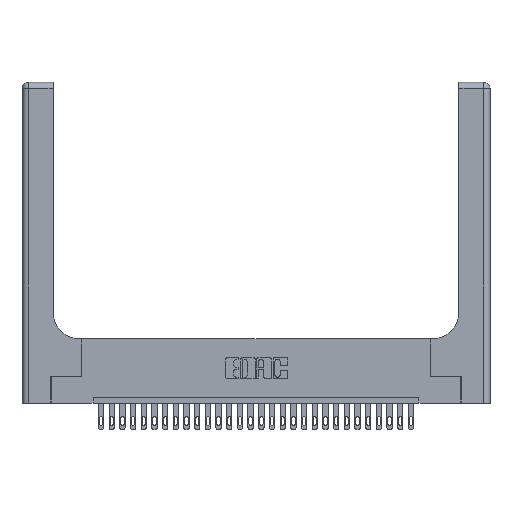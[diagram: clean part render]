
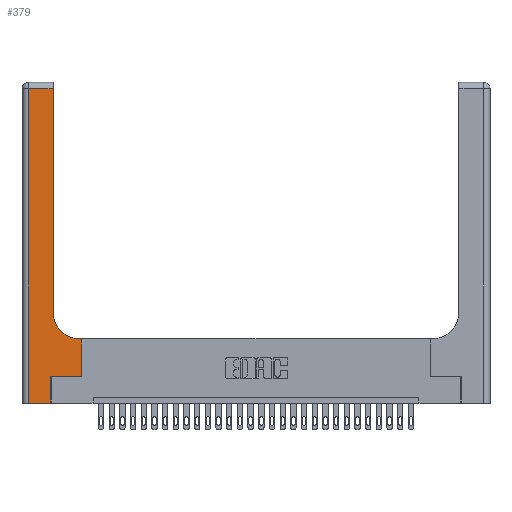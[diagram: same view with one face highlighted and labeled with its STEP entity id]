
A CAD part, top view. The second image highlights one B-rep face of the part: STEP entity #379.
In plain terms, the highlighted planar face has unit normal (0, 0, 1).
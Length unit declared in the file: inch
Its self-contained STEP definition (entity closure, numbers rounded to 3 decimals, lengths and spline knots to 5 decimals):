
#379 = ADVANCED_FACE ( 'NONE', ( #4884 ), #6368, .F. ) ;
#819 = VECTOR ( 'NONE', #23311, 39.37008 ) ;
#1112 = VECTOR ( 'NONE', #15450, 39.37008 ) ;
#2632 = EDGE_CURVE ( 'NONE', #5486, #11589, #24305, .T. ) ;
#2808 = DIRECTION ( 'NONE',  ( 0., 1., 0. ) ) ;
#3344 = EDGE_CURVE ( 'NONE', #23221, #5486, #14992, .T. ) ;
#4249 = ORIENTED_EDGE ( 'NONE', *, *, #15519, .T. ) ;
#4403 = CARTESIAN_POINT ( 'NONE',  ( 0., 3., 0.37 ) ) ;
#4884 = FACE_OUTER_BOUND ( 'NONE', #20028, .T. ) ;
#5486 = VERTEX_POINT ( 'NONE', #6044 ) ;
#5579 = VECTOR ( 'NONE', #2808, 39.37008 ) ;
#6044 = CARTESIAN_POINT ( 'NONE',  ( 0.269, 0., 0.37 ) ) ;
#6171 = ORIENTED_EDGE ( 'NONE', *, *, #10163, .T. ) ;
#6368 = PLANE ( 'NONE',  #14299 ) ;
#6406 = ORIENTED_EDGE ( 'NONE', *, *, #13758, .T. ) ;
#7092 = LINE ( 'NONE', #19842, #1112 ) ;
#7395 = CARTESIAN_POINT ( 'NONE',  ( 0.5415, 0.6, 0.37 ) ) ;
#7447 = CARTESIAN_POINT ( 'NONE',  ( 0.269, 0.25, 0.37 ) ) ;
#7461 = CARTESIAN_POINT ( 'NONE',  ( 0.5585, 0.25, 0.37 ) ) ;
#8278 = CARTESIAN_POINT ( 'NONE',  ( 0., 0., 0.37 ) ) ;
#8797 = CARTESIAN_POINT ( 'NONE',  ( 0.5585, 0.6, 0.37 ) ) ;
#8864 = VERTEX_POINT ( 'NONE', #27448 ) ;
#9086 = LINE ( 'NONE', #21285, #13662 ) ;
#9155 = ORIENTED_EDGE ( 'NONE', *, *, #12153, .T. ) ;
#9266 = EDGE_CURVE ( 'NONE', #17360, #13004, #26510, .T. ) ;
#9816 = LINE ( 'NONE', #23870, #19787 ) ;
#10163 = EDGE_CURVE ( 'NONE', #16709, #14757, #9086, .T. ) ;
#10898 = DIRECTION ( 'NONE',  ( 0., 0., -1. ) ) ;
#11367 = ORIENTED_EDGE ( 'NONE', *, *, #2632, .T. ) ;
#11589 = VERTEX_POINT ( 'NONE', #15612 ) ;
#12153 = EDGE_CURVE ( 'NONE', #19534, #16709, #22543, .T. ) ;
#12639 = DIRECTION ( 'NONE',  ( -1., 0., 0. ) ) ;
#13004 = VERTEX_POINT ( 'NONE', #13064 ) ;
#13064 = CARTESIAN_POINT ( 'NONE',  ( 0.2915, 2.94, 0.37 ) ) ;
#13116 = DIRECTION ( 'NONE',  ( 0., 1., 0. ) ) ;
#13460 = CIRCLE ( 'NONE', #28977, 0.25 ) ;
#13562 = VECTOR ( 'NONE', #26423, 39.37008 ) ;
#13662 = VECTOR ( 'NONE', #21158, 39.37008 ) ;
#13758 = EDGE_CURVE ( 'NONE', #11589, #19534, #21372, .T. ) ;
#14299 = AXIS2_PLACEMENT_3D ( 'NONE', #4403, #19941, #18725 ) ;
#14757 = VERTEX_POINT ( 'NONE', #7395 ) ;
#14992 = LINE ( 'NONE', #8278, #13562 ) ;
#15165 = CARTESIAN_POINT ( 'NONE',  ( 0.5585, 0.25, 0.37 ) ) ;
#15418 = VECTOR ( 'NONE', #13116, 39.37008 ) ;
#15450 = DIRECTION ( 'NONE',  ( 0., -1., 0. ) ) ;
#15519 = EDGE_CURVE ( 'NONE', #14757, #17360, #13460, .T. ) ;
#15612 = CARTESIAN_POINT ( 'NONE',  ( 0.269, 0.25, 0.37 ) ) ;
#16363 = CARTESIAN_POINT ( 'NONE',  ( 0.2915, 3., 0.37 ) ) ;
#16709 = VERTEX_POINT ( 'NONE', #8797 ) ;
#17360 = VERTEX_POINT ( 'NONE', #26577 ) ;
#17847 = DIRECTION ( 'NONE',  ( 1., 0., 0. ) ) ;
#17923 = ORIENTED_EDGE ( 'NONE', *, *, #28641, .T. ) ;
#18725 = DIRECTION ( 'NONE',  ( -1., 0., 0. ) ) ;
#19534 = VERTEX_POINT ( 'NONE', #15165 ) ;
#19787 = VECTOR ( 'NONE', #12639, 39.37008 ) ;
#19842 = CARTESIAN_POINT ( 'NONE',  ( 0.06, 3., 0.37 ) ) ;
#19852 = CARTESIAN_POINT ( 'NONE',  ( 0.5415, 0.85, 0.37 ) ) ;
#19941 = DIRECTION ( 'NONE',  ( 0., 0., -1. ) ) ;
#20028 = EDGE_LOOP ( 'NONE', ( #20224, #27799, #17923, #23400, #11367, #6406, #9155, #6171, #4249 ) ) ;
#20029 = VECTOR ( 'NONE', #27701, 39.37008 ) ;
#20224 = ORIENTED_EDGE ( 'NONE', *, *, #9266, .T. ) ;
#20477 = EDGE_CURVE ( 'NONE', #13004, #8864, #9816, .T. ) ;
#21158 = DIRECTION ( 'NONE',  ( -1., 0., 0. ) ) ;
#21285 = CARTESIAN_POINT ( 'NONE',  ( 0.2915, 0.6, 0.37 ) ) ;
#21372 = LINE ( 'NONE', #7447, #819 ) ;
#22543 = LINE ( 'NONE', #7461, #15418 ) ;
#23221 = VERTEX_POINT ( 'NONE', #25063 ) ;
#23311 = DIRECTION ( 'NONE',  ( 1., 0., 0. ) ) ;
#23400 = ORIENTED_EDGE ( 'NONE', *, *, #3344, .T. ) ;
#23478 = CARTESIAN_POINT ( 'NONE',  ( 0.269, 0., 0.37 ) ) ;
#23870 = CARTESIAN_POINT ( 'NONE',  ( 0., 2.94, 0.37 ) ) ;
#24305 = LINE ( 'NONE', #23478, #20029 ) ;
#25063 = CARTESIAN_POINT ( 'NONE',  ( 0.06, 0., 0.37 ) ) ;
#26423 = DIRECTION ( 'NONE',  ( 1., 0., 0. ) ) ;
#26510 = LINE ( 'NONE', #16363, #5579 ) ;
#26577 = CARTESIAN_POINT ( 'NONE',  ( 0.2915, 0.85, 0.37 ) ) ;
#27448 = CARTESIAN_POINT ( 'NONE',  ( 0.06, 2.94, 0.37 ) ) ;
#27701 = DIRECTION ( 'NONE',  ( 0., 1., 0. ) ) ;
#27799 = ORIENTED_EDGE ( 'NONE', *, *, #20477, .T. ) ;
#28641 = EDGE_CURVE ( 'NONE', #8864, #23221, #7092, .T. ) ;
#28977 = AXIS2_PLACEMENT_3D ( 'NONE', #19852, #10898, #17847 ) ;
